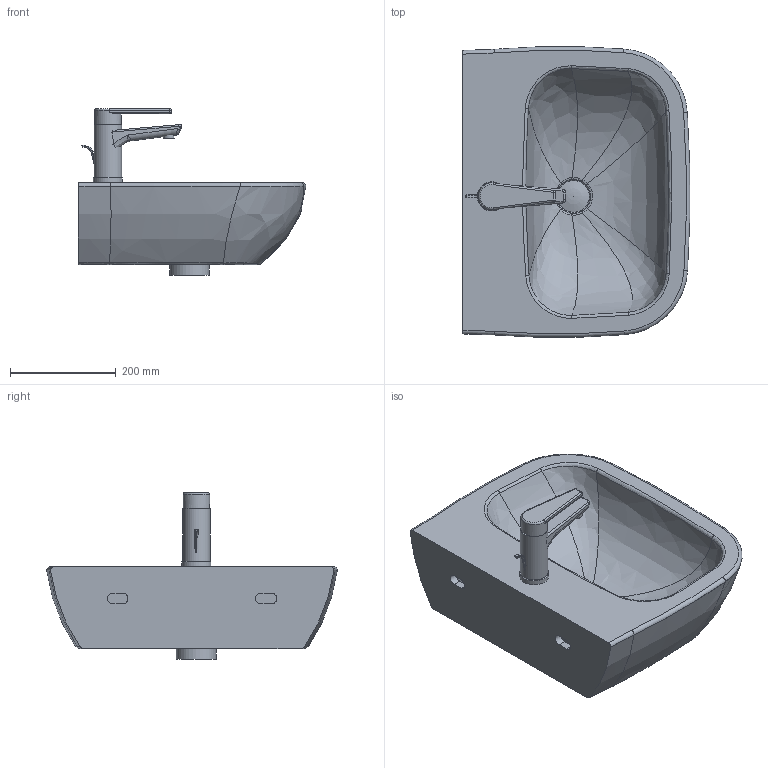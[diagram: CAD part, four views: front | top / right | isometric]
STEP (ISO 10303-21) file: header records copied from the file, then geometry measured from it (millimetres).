
FILE_DESCRIPTION((''),'2;1');
FILE_NAME('231155.stp','2014-10-09T16:50:20',('Administrator'),(''),'Autodesk Inventor 2011','Autodesk Inventor 2011','');
FILE_SCHEMA(('CONFIG_CONTROL_DESIGN'));
Length unit declared in the file: millimetre
Products named in the file (10): 231155; Baterrie_WT; hebel1; Hebel2; hebel3; Neoperl; Halter2starck1; Kelch; Stopfen
Assembly tree (9 placements, depth 3):
  231155
    231155
    Baterrie_WT
      hebel1
      Hebel2
      hebel3
      Neoperl
      Halter2starck1
    Kelch
    Stopfen
Bounding box: 430.13 x 549.07 x 315 mm (x, y, z)
Volume: 15770777 mm3; surface area: 935715.7 mm2
Topology: 8 solids, 8 shells, 223 faces, 535 edges, 317 vertices
Faces by surface type: cylinder 74, bspline 60, plane 54, torus 20, sphere 12, cone 3
Full cylindrical faces by diameter (mm): 16 x1, 20 x1, 35 x1, 42 x1, 44 x1, 50 x1, 52 x2, 55 x1, 60 x1, 75 x1
Entity records: 9930 total; most frequent: CARTESIAN_POINT 4969, ORIENTED_EDGE 994, DIRECTION 899, EDGE_CURVE 497, AXIS2_PLACEMENT_3D 367, VERTEX_POINT 311, EDGE_LOOP 256, FACE_OUTER_BOUND 223
